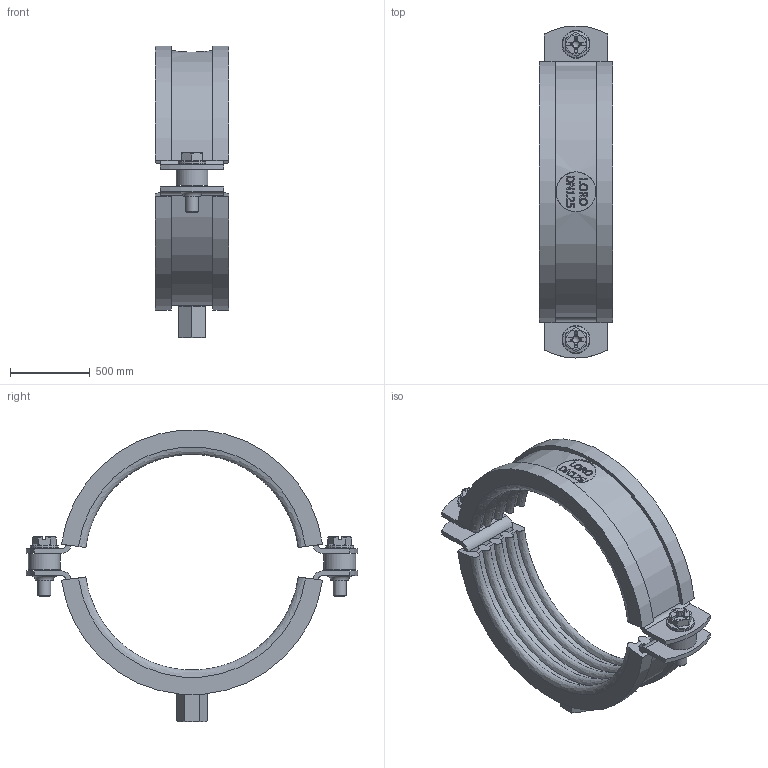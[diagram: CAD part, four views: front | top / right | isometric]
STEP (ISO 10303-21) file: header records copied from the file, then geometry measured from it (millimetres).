
FILE_DESCRIPTION(/* description */ (''),/* implementation_level */ '2;1');
FILE_NAME(/* name */ '00976.125X_3D.stp',/* time_stamp */ '2025-01-15T10:22:07+01:00',/* author */ ('N.Hausmann'),/* organization */ (''),/* preprocessor_version */ 'ST-DEVELOPER v20',/* originating_system */ 'AutoCAD Mechanical',/* authorisation */ '');
FILE_SCHEMA (('AUTOMOTIVE_DESIGN { 1 0 10303 214 3 1 1 }'));
Length unit declared in the file: centimetre
Products named in the file (2): Product; *S0
Assembly tree (1 placements, depth 2):
  Product
    *S0
Bounding box: 460 x 2080 x 1827.04 mm (x, y, z)
Volume: 225120129.3 mm3; surface area: 14066844.9 mm2
Topology: 11 solids, 11 shells, 368 faces, 962 edges, 636 vertices
Faces by surface type: plane 160, bspline 130, cylinder 61, torus 10, sphere 4, cone 3
Full cylindrical faces by diameter (mm): 66.5 x2, 80 x4, 83.8 x1, 84 x2, 101.1 x1, 130 x2, 175 x2, 200 x2, 250 x1
Entity records: 14019 total; most frequent: CARTESIAN_POINT 5526, ORIENTED_EDGE 1924, DIRECTION 1430, EDGE_CURVE 962, VERTEX_POINT 636, LINE 510, VECTOR 510, AXIS2_PLACEMENT_3D 460
